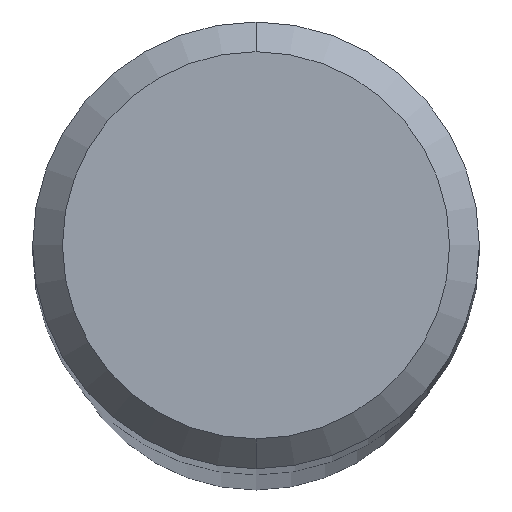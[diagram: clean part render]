
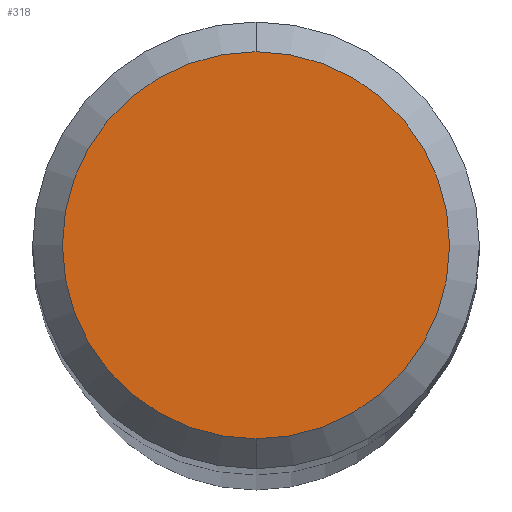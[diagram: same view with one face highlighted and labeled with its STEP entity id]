
A CAD part, top view. The second image highlights one B-rep face of the part: STEP entity #318.
In plain terms, the highlighted planar face has unit normal (0, 0, 1).
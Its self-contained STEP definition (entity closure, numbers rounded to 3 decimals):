
#194=EDGE_CURVE('',#338,#252,#482,.T.);
#252=VERTEX_POINT('',#544);
#278=EDGE_CURVE('',#252,#338,#575,.T.);
#318=ADVANCED_FACE('',(#621),#622,.T.);
#338=VERTEX_POINT('',#645);
#482=CIRCLE('',#831,2.6);
#544=CARTESIAN_POINT('',(0.0,2.6,0.));
#575=CIRCLE('',#995,2.6);
#621=FACE_OUTER_BOUND('',#1073,.T.);
#622=PLANE('',#1074);
#645=CARTESIAN_POINT('',(0.,-2.6,0.));
#831=AXIS2_PLACEMENT_3D('',#1382,#1383,#1384);
#995=AXIS2_PLACEMENT_3D('',#1489,#1490,#1491);
#1073=EDGE_LOOP('',(#1560,#1561));
#1074=AXIS2_PLACEMENT_3D('',#1562,#1563,#1564);
#1382=CARTESIAN_POINT('',(0.0,0.0,0.));
#1383=DIRECTION('',(0.0,0.0,-1.0));
#1384=DIRECTION('',(0.0,1.0,0.0));
#1489=CARTESIAN_POINT('',(0.0,0.0,0.));
#1490=DIRECTION('',(0.0,0.0,-1.0));
#1491=DIRECTION('',(0.0,1.0,0.0));
#1560=ORIENTED_EDGE('',*,*,#278,.F.);
#1561=ORIENTED_EDGE('',*,*,#194,.F.);
#1562=CARTESIAN_POINT('',(0.0,1.3,0.));
#1563=DIRECTION('',(-0.0,0.0,1.0));
#1564=DIRECTION('',(0.0,-1.0,0.0));
